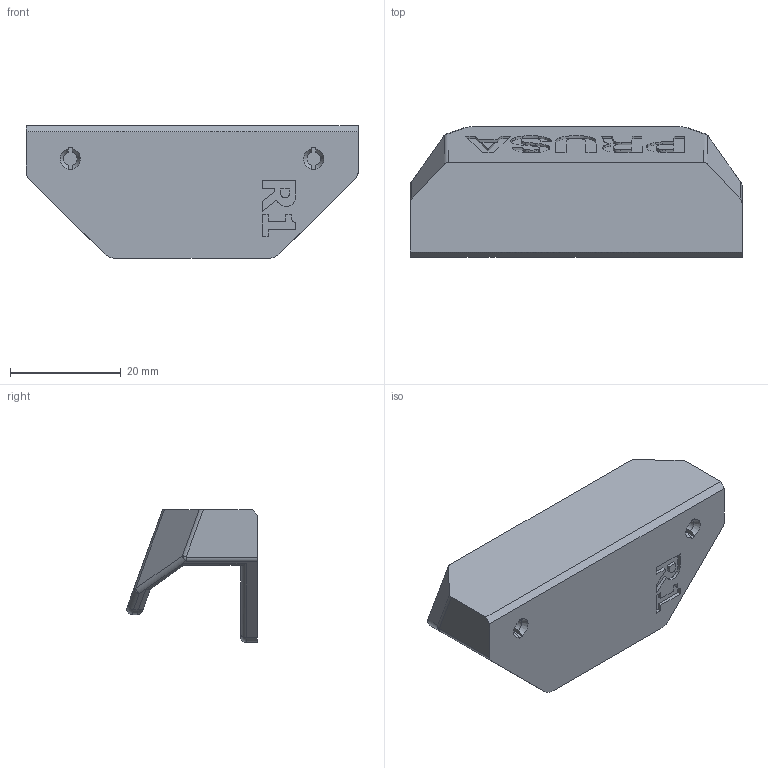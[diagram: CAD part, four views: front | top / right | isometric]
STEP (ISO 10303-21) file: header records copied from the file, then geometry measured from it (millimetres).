
FILE_DESCRIPTION(/* description */ (''),/* implementation_level */ '2;1');
FILE_NAME(/* name */ 'door_handle-R1.stp',/* time_stamp */ '2023-07-03T09:41:32+02:00',/* author */ ('borek.rajtora'),/* organization */ (''),/* preprocessor_version */ 'ST-DEVELOPER v19',/* originating_system */ 'Autodesk Inventor 2023',/* authorisation */ '');
FILE_SCHEMA (('AUTOMOTIVE_DESIGN { 1 0 10303 214 3 1 1 }'));
Length unit declared in the file: millimetre
Products named in the file (1): door_handle_2
Bounding box: 60 x 23.57 x 24 mm (x, y, z)
Volume: 9931.7 mm3; surface area: 6697.9 mm2
Topology: 1 solids, 1 shells, 251 faces, 684 edges, 448 vertices
Faces by surface type: plane 109, bspline 98, cylinder 34, cone 4, sphere 4, torus 2
Entity records: 8539 total; most frequent: CARTESIAN_POINT 2586, ORIENTED_EDGE 1368, DIRECTION 1022, EDGE_CURVE 684, VERTEX_POINT 448, LINE 406, VECTOR 406, AXIS2_PLACEMENT_3D 308
